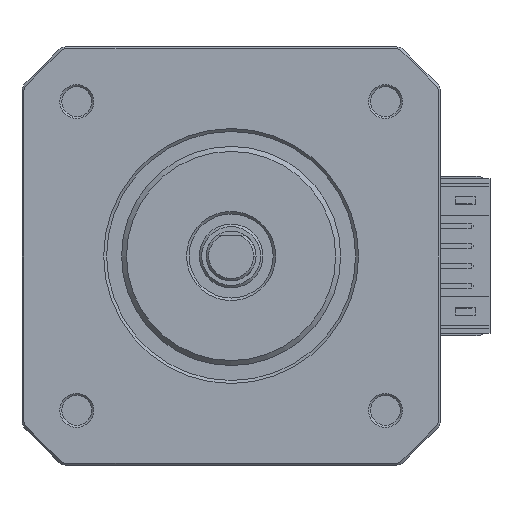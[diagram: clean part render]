
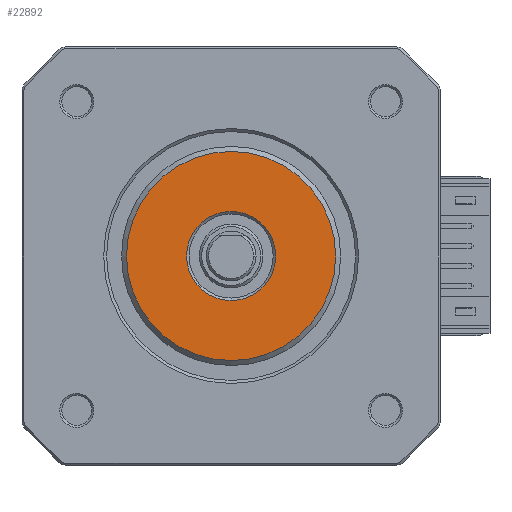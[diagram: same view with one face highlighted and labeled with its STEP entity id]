
A CAD part, front view. The second image highlights one B-rep face of the part: STEP entity #22892.
In plain terms, the highlighted planar face has unit normal (0, -1, 0).
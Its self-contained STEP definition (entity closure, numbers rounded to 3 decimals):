
#22892 = ADVANCED_FACE('',(#22893,#22929),#22906,.T.);
#22893 = FACE_BOUND('',#22894,.T.);
#22894 = EDGE_LOOP('',(#22895));
#22895 = ORIENTED_EDGE('',*,*,#22896,.T.);
#22896 = EDGE_CURVE('',#22897,#22897,#22899,.T.);
#22897 = VERTEX_POINT('',#22898);
#22898 = CARTESIAN_POINT('',(10.5,-12.36,0.));
#22899 = SURFACE_CURVE('',#22900,(#22905,#22917),.PCURVE_S1.);
#22900 = CIRCLE('',#22901,10.5);
#22901 = AXIS2_PLACEMENT_3D('',#22902,#22903,#22904);
#22902 = CARTESIAN_POINT('',(0.,-12.36,0.));
#22903 = DIRECTION('',(0.,-1.,0.));
#22904 = DIRECTION('',(1.,0.,0.));
#22905 = PCURVE('',#22906,#22911);
#22906 = PLANE('',#22907);
#22907 = AXIS2_PLACEMENT_3D('',#22908,#22909,#22910);
#22908 = CARTESIAN_POINT('',(0.,-12.36,0.));
#22909 = DIRECTION('',(-0.,-1.,0.));
#22910 = DIRECTION('',(0.,0.,-1.));
#22911 = DEFINITIONAL_REPRESENTATION('',(#22912),#22916);
#22912 = CIRCLE('',#22913,10.5);
#22913 = AXIS2_PLACEMENT_2D('',#22914,#22915);
#22914 = CARTESIAN_POINT('',(0.,0.));
#22915 = DIRECTION('',(0.,1.));
#22916 = ( GEOMETRIC_REPRESENTATION_CONTEXT(2) 
PARAMETRIC_REPRESENTATION_CONTEXT() REPRESENTATION_CONTEXT('2D SPACE',''
  ) );
#22917 = PCURVE('',#22918,#22923);
#22918 = CYLINDRICAL_SURFACE('',#22919,10.5);
#22919 = AXIS2_PLACEMENT_3D('',#22920,#22921,#22922);
#22920 = CARTESIAN_POINT('',(0.,-12.36,0.));
#22921 = DIRECTION('',(0.,-1.,0.));
#22922 = DIRECTION('',(1.,0.,0.));
#22923 = DEFINITIONAL_REPRESENTATION('',(#22924),#22928);
#22924 = LINE('',#22925,#22926);
#22925 = CARTESIAN_POINT('',(0.,0.));
#22926 = VECTOR('',#22927,1.);
#22927 = DIRECTION('',(1.,0.));
#22928 = ( GEOMETRIC_REPRESENTATION_CONTEXT(2) 
PARAMETRIC_REPRESENTATION_CONTEXT() REPRESENTATION_CONTEXT('2D SPACE',''
  ) );
#22929 = FACE_BOUND('',#22930,.T.);
#22930 = EDGE_LOOP('',(#22931));
#22931 = ORIENTED_EDGE('',*,*,#22932,.T.);
#22932 = EDGE_CURVE('',#22933,#22933,#22935,.T.);
#22933 = VERTEX_POINT('',#22934);
#22934 = CARTESIAN_POINT('',(4.475,-12.36,0.));
#22935 = SURFACE_CURVE('',#22936,(#22941,#22952),.PCURVE_S1.);
#22936 = CIRCLE('',#22937,4.475);
#22937 = AXIS2_PLACEMENT_3D('',#22938,#22939,#22940);
#22938 = CARTESIAN_POINT('',(0.,-12.36,0.));
#22939 = DIRECTION('',(0.,1.,0.));
#22940 = DIRECTION('',(1.,0.,0.));
#22941 = PCURVE('',#22906,#22942);
#22942 = DEFINITIONAL_REPRESENTATION('',(#22943),#22951);
#22943 = ( BOUNDED_CURVE() B_SPLINE_CURVE(2,(#22944,#22945,#22946,#22947
    ,#22948,#22949,#22950),.UNSPECIFIED.,.T.,.F.) 
B_SPLINE_CURVE_WITH_KNOTS((1,2,2,2,2,1),(-2.094,0.,
    2.094,4.189,6.283,8.378),
.UNSPECIFIED.) CURVE() GEOMETRIC_REPRESENTATION_ITEM() 
RATIONAL_B_SPLINE_CURVE((1.,0.5,1.,0.5,1.,0.5,1.)) REPRESENTATION_ITEM(
  '') );
#22944 = CARTESIAN_POINT('',(0.,4.475));
#22945 = CARTESIAN_POINT('',(7.751,4.475));
#22946 = CARTESIAN_POINT('',(3.875,-2.238));
#22947 = CARTESIAN_POINT('',(0.,-8.95));
#22948 = CARTESIAN_POINT('',(-3.875,-2.238));
#22949 = CARTESIAN_POINT('',(-7.751,4.475));
#22950 = CARTESIAN_POINT('',(0.,4.475));
#22951 = ( GEOMETRIC_REPRESENTATION_CONTEXT(2) 
PARAMETRIC_REPRESENTATION_CONTEXT() REPRESENTATION_CONTEXT('2D SPACE',''
  ) );
#22952 = PCURVE('',#22953,#22958);
#22953 = CONICAL_SURFACE('',#22954,4.225,0.785);
#22954 = AXIS2_PLACEMENT_3D('',#22955,#22956,#22957);
#22955 = CARTESIAN_POINT('',(0.,-12.11,0.));
#22956 = DIRECTION('',(0.,-1.,0.));
#22957 = DIRECTION('',(1.,0.,0.));
#22958 = DEFINITIONAL_REPRESENTATION('',(#22959),#22963);
#22959 = LINE('',#22960,#22961);
#22960 = CARTESIAN_POINT('',(-0.,0.25));
#22961 = VECTOR('',#22962,1.);
#22962 = DIRECTION('',(-1.,0.));
#22963 = ( GEOMETRIC_REPRESENTATION_CONTEXT(2) 
PARAMETRIC_REPRESENTATION_CONTEXT() REPRESENTATION_CONTEXT('2D SPACE',''
  ) );
